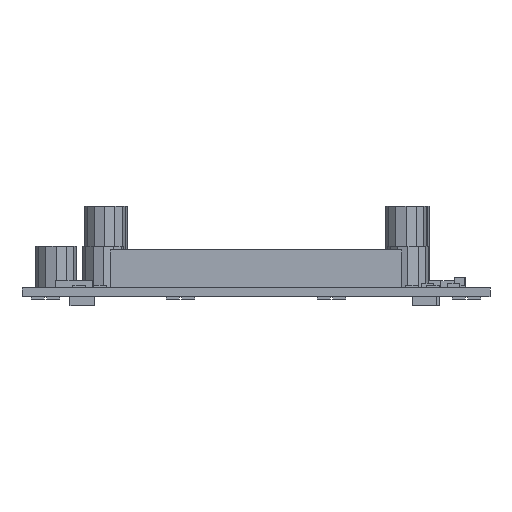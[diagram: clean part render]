
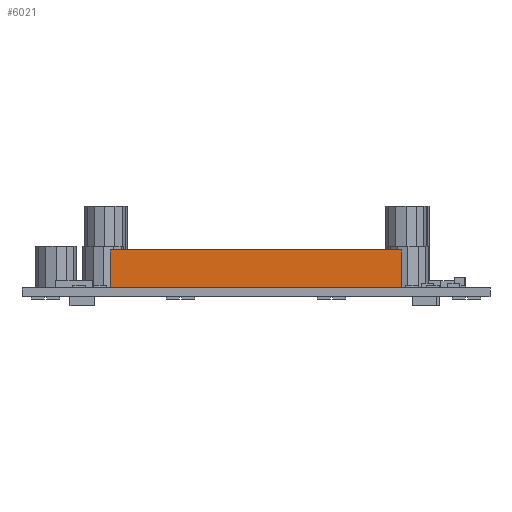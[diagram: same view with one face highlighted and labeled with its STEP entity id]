
A CAD part, left-side view. The second image highlights one B-rep face of the part: STEP entity #6021.
In plain terms, the highlighted planar face has unit normal (-1, 0, 0).
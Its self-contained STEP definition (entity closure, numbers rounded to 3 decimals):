
#5925 = CARTESIAN_POINT('',(-94.932,35.56,10.33));
#5926 = CARTESIAN_POINT('',(-94.932,-35.56,10.33));
#5929 = CARTESIAN_POINT('',(-94.932,35.56,1.059));
#5930 = CARTESIAN_POINT('',(-94.932,-35.56,1.059));
#5933 = VERTEX_POINT('',#5925);
#5934 = VERTEX_POINT('',#5926);
#5937 = VERTEX_POINT('',#5929);
#5938 = VERTEX_POINT('',#5930);
#5941 = DIRECTION('',(0.,0.,-9.271));
#5943 = DIRECTION('',(0.,-71.12,0.));
#5947 = VECTOR('',#5941,1.);
#5949 = VECTOR('',#5943,1.);
#5953 = LINE('',#5925,#5949);
#5957 = LINE('',#5929,#5949);
#5961 = LINE('',#5925,#5947);
#5962 = LINE('',#5926,#5947);
#5965 = EDGE_CURVE('',#5933,#5934,#5953,.T.);
#5969 = EDGE_CURVE('',#5938,#5937,#5957,.F.);
#5973 = EDGE_CURVE('',#5933,#5937,#5961,.T.);
#5974 = EDGE_CURVE('',#5938,#5934,#5962,.F.);
#5978 = ORIENTED_EDGE('',*,*,#5965,.F.);
#5986 = ORIENTED_EDGE('',*,*,#5969,.F.);
#5994 = ORIENTED_EDGE('',*,*,#5973,.F.);
#5996 = ORIENTED_EDGE('',*,*,#5974,.F.);
#6015 = PLANE('',#6016);
#6016 = AXIS2_PLACEMENT_3D('',#6017,#6018,$);
#6017 = CARTESIAN_POINT('',(-94.932,35.56,1.059));
#6018 = DIRECTION('',(1.,0.,0.));
#6019 = EDGE_LOOP('', (#5986, #5996, #5978, #5994));
#6020 = FACE_OUTER_BOUND('', #6019, .T.);
#6021 = ADVANCED_FACE('',(#6020),#6015,.F.);
